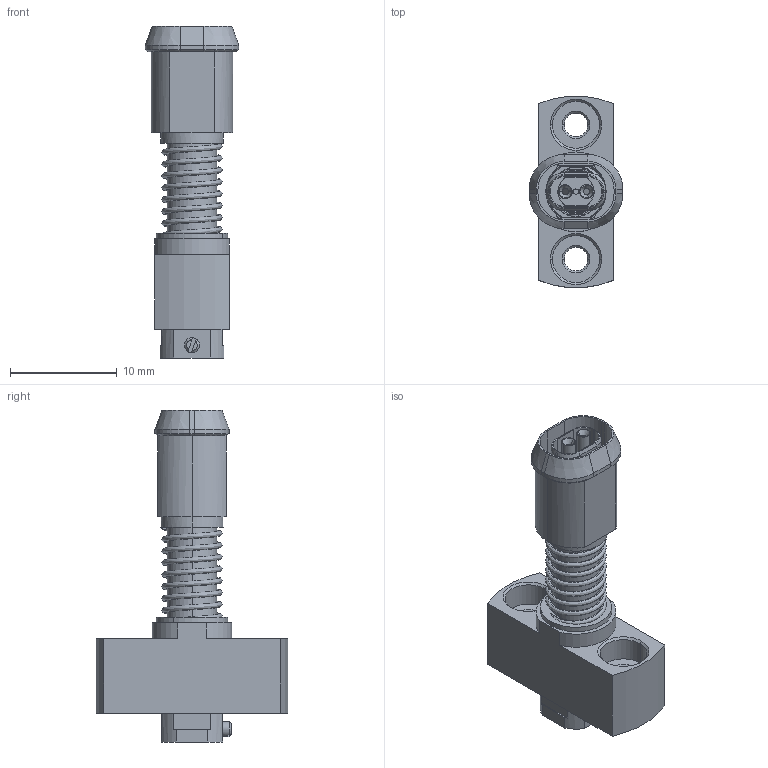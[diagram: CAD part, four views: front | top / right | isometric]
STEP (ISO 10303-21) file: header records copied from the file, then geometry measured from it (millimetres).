
FILE_DESCRIPTION (( 'STEP AP214' ), '1' );
FILE_NAME ('MOD-2E190025F.STEP', '2020-12-14T12:12:19', ( 'first' ), ( 'Hewlett-Packard Company' ), 'SwSTEP 2.0', 'SolidWorks 2020', '' );
FILE_SCHEMA (( 'AUTOMOTIVE_DESIGN' ));
Length unit declared in the file: millimetre
Products named in the file (1): MOD-2E190025F
Bounding box: 8.8 x 17.94 x 31.16 mm (x, y, z)
Volume: 1196.3 mm3; surface area: 2106.8 mm2
Topology: 4 solids, 4 shells, 566 faces, 1413 edges, 888 vertices
Faces by surface type: plane 292, cylinder 169, cone 99, sphere 4, bspline 2
Entity records: 23464 total; most frequent: CARTESIAN_POINT 4933, DIRECTION 2945, ORIENTED_EDGE 2810, EDGE_CURVE 1405, AXIS2_PLACEMENT_3D 1054, VERTEX_POINT 884, LINE 837, VECTOR 837
